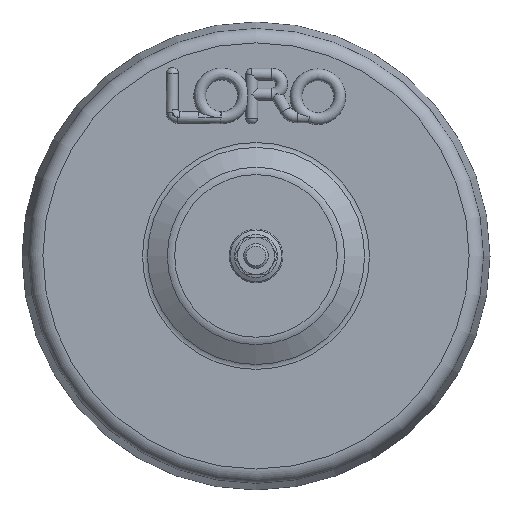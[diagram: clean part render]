
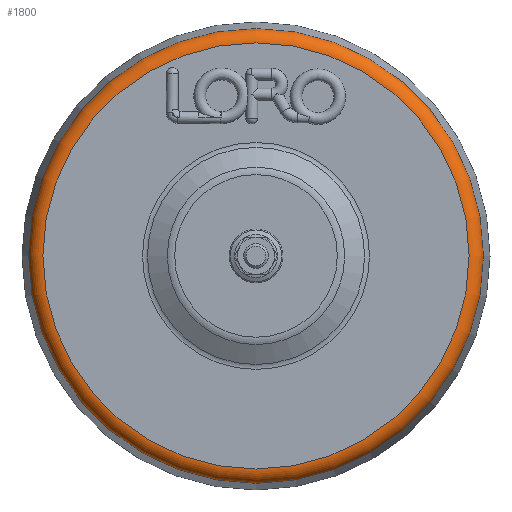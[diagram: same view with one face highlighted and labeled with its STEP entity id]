
A CAD part, top view. The second image highlights one B-rep face of the part: STEP entity #1800.
In plain terms, the highlighted toroidal (fillet/blend) face has major radius 865.155 mm and minor radius 60 mm.
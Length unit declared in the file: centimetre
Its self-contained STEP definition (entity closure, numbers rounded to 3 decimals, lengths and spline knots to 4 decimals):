
#348=FACE_OUTER_BOUND('',#465,.T.);
#465=EDGE_LOOP('',(#1503,#1504,#1505,#1506,#1507));
#601=CIRCLE('',#1991,86.5155);
#612=CIRCLE('',#2010,92.3111);
#613=CIRCLE('',#2011,6.);
#614=CIRCLE('',#2012,92.3111);
#821=VERTEX_POINT('',#3405);
#830=VERTEX_POINT('',#3435);
#831=VERTEX_POINT('',#3436);
#1050=EDGE_CURVE('',#821,#821,#601,.T.);
#1063=EDGE_CURVE('',#830,#831,#612,.T.);
#1064=EDGE_CURVE('',#830,#821,#613,.T.);
#1065=EDGE_CURVE('',#831,#830,#614,.T.);
#1503=ORIENTED_EDGE('',*,*,#1063,.F.);
#1504=ORIENTED_EDGE('',*,*,#1064,.T.);
#1505=ORIENTED_EDGE('',*,*,#1050,.T.);
#1506=ORIENTED_EDGE('',*,*,#1064,.F.);
#1507=ORIENTED_EDGE('',*,*,#1065,.F.);
#1724=TOROIDAL_SURFACE('',#2009,86.5155,6.);
#1800=ADVANCED_FACE('',(#348),#1724,.T.);
#1991=AXIS2_PLACEMENT_3D('',#3406,#2442,#2443);
#2009=AXIS2_PLACEMENT_3D('',#3434,#2480,#2481);
#2010=AXIS2_PLACEMENT_3D('',#3437,#2482,#2483);
#2011=AXIS2_PLACEMENT_3D('',#3438,#2484,#2485);
#2012=AXIS2_PLACEMENT_3D('',#3439,#2486,#2487);
#2442=DIRECTION('center_axis',(0.,0.,-1.));
#2443=DIRECTION('ref_axis',(1.,0.,0.));
#2480=DIRECTION('center_axis',(0.,0.,-1.));
#2481=DIRECTION('ref_axis',(0.,1.,0.));
#2482=DIRECTION('center_axis',(0.,0.,-1.));
#2483=DIRECTION('ref_axis',(1.,0.,0.));
#2484=DIRECTION('center_axis',(-1.,0.,0.));
#2485=DIRECTION('ref_axis',(0.,-1.,0.));
#2486=DIRECTION('center_axis',(0.,0.,-1.));
#2487=DIRECTION('ref_axis',(1.,0.,0.));
#3405=CARTESIAN_POINT('',(723.7669,365.801,7.3722));
#3406=CARTESIAN_POINT('Origin',(723.7669,452.3165,7.3722));
#3434=CARTESIAN_POINT('Origin',(723.7669,452.3165,1.3722));
#3435=CARTESIAN_POINT('',(723.7669,360.0054,2.9251));
#3436=CARTESIAN_POINT('',(816.078,452.3165,2.9251));
#3437=CARTESIAN_POINT('Origin',(723.7669,452.3165,2.9251));
#3438=CARTESIAN_POINT('Origin',(723.7669,365.801,1.3722));
#3439=CARTESIAN_POINT('Origin',(723.7669,452.3165,2.9251));
